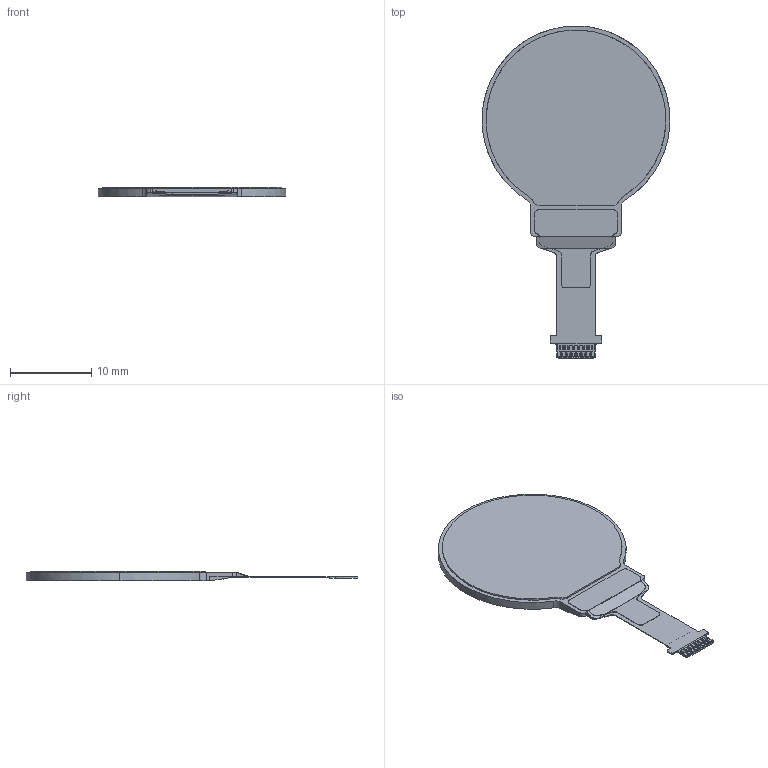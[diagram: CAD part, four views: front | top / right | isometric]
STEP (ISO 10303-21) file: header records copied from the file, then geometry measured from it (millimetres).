
FILE_DESCRIPTION (( 'STEP AP203' ), '1' );
FILE_NAME ('module_p42101_asm.STEP', '2023-01-09T07:05:17', ( '微软用户' ), ( '微软中国' ), 'SwSTEP 2.0', 'SolidWorks 2021', '' );
FILE_SCHEMA (( 'CONFIG_CONTROL_DESIGN' ));
Length unit declared in the file: millimetre
Products named in the file (1): module_p42101_asm
Bounding box: 23.15 x 40.92 x 1.21 mm (x, y, z)
Surface area: 1448.3 mm2 (no closed solid volume)
Topology: 0 solids, 10 shells, 328 faces, 976 edges, 656 vertices
Faces by surface type: bspline 328
Entity records: 10482 total; most frequent: CARTESIAN_POINT 4692, ORIENTED_EDGE 1876, EDGE_CURVE 976, B_SPLINE_CURVE_WITH_KNOTS 925, VERTEX_POINT 656, EDGE_LOOP 330, FACE_OUTER_BOUND 328, ADVANCED_FACE 328
